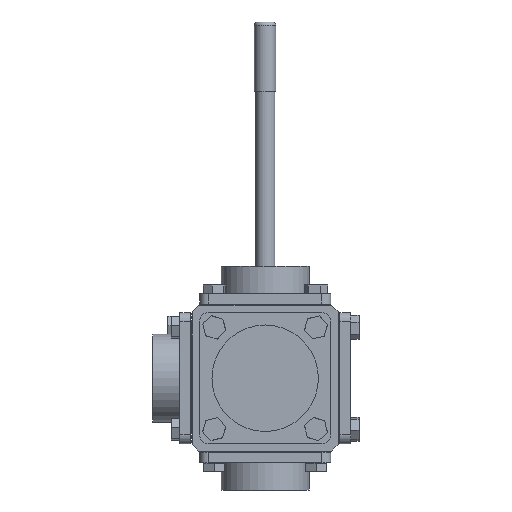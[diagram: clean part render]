
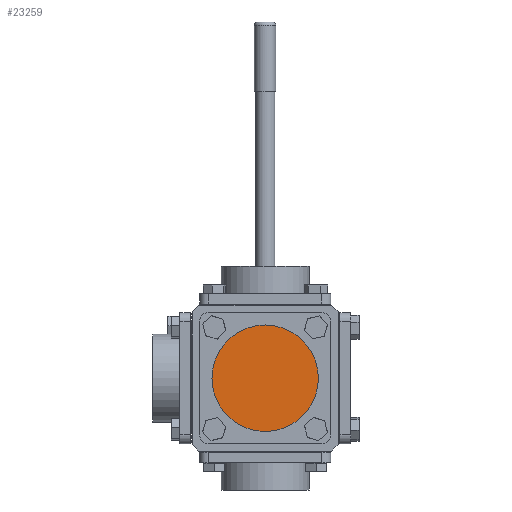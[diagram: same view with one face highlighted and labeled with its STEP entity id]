
A CAD part, front view. The second image highlights one B-rep face of the part: STEP entity #23259.
In plain terms, the highlighted planar face has unit normal (0, -1, 0).
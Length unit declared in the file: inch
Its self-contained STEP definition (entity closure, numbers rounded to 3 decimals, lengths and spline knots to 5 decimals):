
#582 = AXIS2_PLACEMENT_3D ( 'NONE', #13799, #16409, #26551 ) ;
#1412 = FACE_OUTER_BOUND ( 'NONE', #15665, .T. ) ;
#1689 = PLANE ( 'NONE',  #582 ) ;
#3157 = ORIENTED_EDGE ( 'NONE', *, *, #24430, .T. ) ;
#3184 = EDGE_CURVE ( 'NONE', #25805, #8025, #5603, .T. ) ;
#3945 = CARTESIAN_POINT ( 'NONE',  ( -0.12588, -3.64253, -0.55825 ) ) ;
#4065 = DIRECTION ( 'NONE',  ( 0., 0., -1. ) ) ;
#5161 = ORIENTED_EDGE ( 'NONE', *, *, #3184, .T. ) ;
#5603 = CIRCLE ( 'NONE', #18198, 3. ) ;
#7417 = CARTESIAN_POINT ( 'NONE',  ( -0.12588, -3.64253, -3.55825 ) ) ;
#8025 = VERTEX_POINT ( 'NONE', #16444 ) ;
#13799 = CARTESIAN_POINT ( 'NONE',  ( -0.12588, -3.64253, -0.55825 ) ) ;
#15060 = AXIS2_PLACEMENT_3D ( 'NONE', #25258, #16482, #18904 ) ;
#15665 = EDGE_LOOP ( 'NONE', ( #5161, #3157 ) ) ;
#16409 = DIRECTION ( 'NONE',  ( 0., -1., 0. ) ) ;
#16444 = CARTESIAN_POINT ( 'NONE',  ( -0.12588, -3.64253, 2.44175 ) ) ;
#16482 = DIRECTION ( 'NONE',  ( 0., -1., 0. ) ) ;
#17245 = CIRCLE ( 'NONE', #15060, 3. ) ;
#18198 = AXIS2_PLACEMENT_3D ( 'NONE', #3945, #26791, #4065 ) ;
#18904 = DIRECTION ( 'NONE',  ( 0., 0., -1. ) ) ;
#23259 = ADVANCED_FACE ( 'NONE', ( #1412 ), #1689, .T. ) ;
#24430 = EDGE_CURVE ( 'NONE', #8025, #25805, #17245, .T. ) ;
#25258 = CARTESIAN_POINT ( 'NONE',  ( -0.12588, -3.64253, -0.55825 ) ) ;
#25805 = VERTEX_POINT ( 'NONE', #7417 ) ;
#26551 = DIRECTION ( 'NONE',  ( 0., 0., -1. ) ) ;
#26791 = DIRECTION ( 'NONE',  ( 0., -1., 0. ) ) ;
